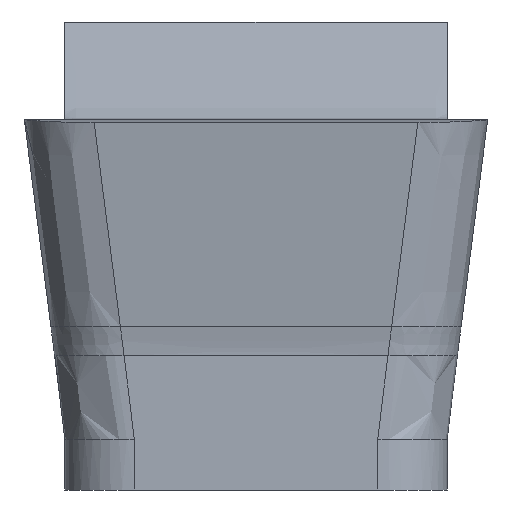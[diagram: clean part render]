
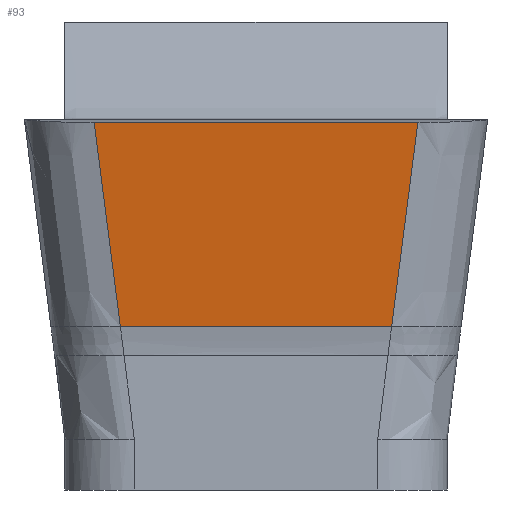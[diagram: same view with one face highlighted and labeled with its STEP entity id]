
A CAD part, front view. The second image highlights one B-rep face of the part: STEP entity #93.
In plain terms, the highlighted planar face has unit normal (0, -0.993, -0.122).
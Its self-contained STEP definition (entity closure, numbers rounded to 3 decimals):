
#93=ADVANCED_FACE('SIDE_FP_AN_SU1',(#155),#131,.T.);
#131=PLANE('',#869);
#155=FACE_OUTER_BOUND('',#201,.T.);
#201=EDGE_LOOP('',(#419,#420,#421,#422));
#247=LINE('',#1791,#283);
#248=LINE('',#1792,#284);
#283=VECTOR('',#931,1.);
#284=VECTOR('',#932,1.);
#419=ORIENTED_EDGE('',*,*,#702,.T.);
#420=ORIENTED_EDGE('',*,*,#707,.T.);
#421=ORIENTED_EDGE('',*,*,#704,.T.);
#422=ORIENTED_EDGE('',*,*,#708,.F.);
#607=VERTEX_POINT('',#1701);
#608=VERTEX_POINT('',#1706);
#609=VERTEX_POINT('',#1742);
#610=VERTEX_POINT('',#1743);
#702=EDGE_CURVE('',#608,#607,#810,.T.);
#704=EDGE_CURVE('',#609,#610,#812,.T.);
#707=EDGE_CURVE('',#607,#609,#247,.T.);
#708=EDGE_CURVE('',#608,#610,#248,.T.);
#810=B_SPLINE_CURVE_WITH_KNOTS('',3,(#1702,#1703,#1704,#1705),
 .UNSPECIFIED.,.F.,.F.,(4,4),(0.,1.),.UNSPECIFIED.);
#812=B_SPLINE_CURVE_WITH_KNOTS('',3,(#1738,#1739,#1740,#1741),
 .UNSPECIFIED.,.F.,.F.,(4,4),(0.,1.),.UNSPECIFIED.);
#869=AXIS2_PLACEMENT_3D('',#1793,#933,#934);
#931=DIRECTION('',(-1.,0.,0.));
#932=DIRECTION('',(-1.,0.,0.));
#933=DIRECTION('',(0.,-0.993,-0.122));
#934=DIRECTION('',(-1.,0.,0.));
#1701=CARTESIAN_POINT('',(2.794,-15.083,-0.045));
#1702=CARTESIAN_POINT('',(2.342,-14.65,-3.572));
#1703=CARTESIAN_POINT('',(2.493,-14.794,-2.396));
#1704=CARTESIAN_POINT('',(2.643,-14.939,-1.221));
#1705=CARTESIAN_POINT('',(2.794,-15.083,-0.045));
#1706=CARTESIAN_POINT('',(2.342,-14.65,-3.572));
#1738=CARTESIAN_POINT('',(-2.794,-15.083,-0.045));
#1739=CARTESIAN_POINT('',(-2.643,-14.939,-1.221));
#1740=CARTESIAN_POINT('',(-2.493,-14.794,-2.396));
#1741=CARTESIAN_POINT('',(-2.342,-14.65,-3.572));
#1742=CARTESIAN_POINT('',(-2.794,-15.083,-0.045));
#1743=CARTESIAN_POINT('',(-2.342,-14.65,-3.572));
#1791=CARTESIAN_POINT('',(-21.,-15.083,-0.045));
#1792=CARTESIAN_POINT('',(0.,-14.65,-3.572));
#1793=CARTESIAN_POINT('',(0.,-15.664,4.689));
